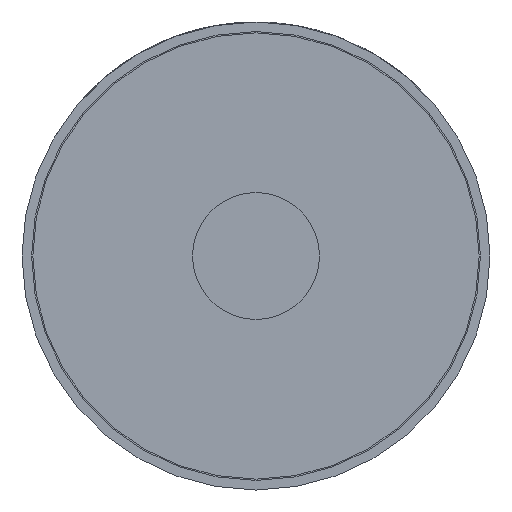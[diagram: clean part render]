
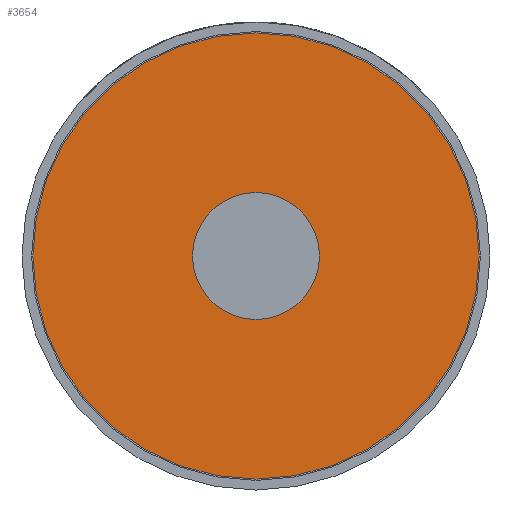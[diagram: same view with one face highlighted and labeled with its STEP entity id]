
A CAD part, front view. The second image highlights one B-rep face of the part: STEP entity #3654.
In plain terms, the highlighted planar face has unit normal (0, -1, 0).
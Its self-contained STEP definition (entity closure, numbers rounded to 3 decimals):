
#89 = CARTESIAN_POINT ( 'NONE',  ( 0.037, 0.053, 0. ) ) ;
#487 = CARTESIAN_POINT ( 'NONE',  ( 0.037, 0.053, 0. ) ) ;
#526 = VERTEX_POINT ( 'NONE', #3066 ) ;
#696 = EDGE_CURVE ( 'NONE', #3290, #1302, #4386, .T. ) ;
#709 = ORIENTED_EDGE ( 'NONE', *, *, #1824, .T. ) ;
#1047 = ORIENTED_EDGE ( 'NONE', *, *, #696, .T. ) ;
#1090 = AXIS2_PLACEMENT_3D ( 'NONE', #1230, #3725, #1136 ) ;
#1136 = DIRECTION ( 'NONE',  ( 0., 0., -1. ) ) ;
#1200 = DIRECTION ( 'NONE',  ( 0., 1., 0. ) ) ;
#1230 = CARTESIAN_POINT ( 'NONE',  ( 0.037, 0.053, 0. ) ) ;
#1238 = AXIS2_PLACEMENT_3D ( 'NONE', #487, #1968, #4158 ) ;
#1291 = VERTEX_POINT ( 'NONE', #2532 ) ;
#1302 = VERTEX_POINT ( 'NONE', #3614 ) ;
#1427 = CARTESIAN_POINT ( 'NONE',  ( 0.037, 0.053, 0. ) ) ;
#1446 = EDGE_LOOP ( 'NONE', ( #3826, #709 ) ) ;
#1524 = FACE_OUTER_BOUND ( 'NONE', #3624, .T. ) ;
#1824 = EDGE_CURVE ( 'NONE', #526, #1291, #1868, .T. ) ;
#1866 = CARTESIAN_POINT ( 'NONE',  ( 0.037, 0.053, -1.74 ) ) ;
#1868 = CIRCLE ( 'NONE', #4623, 0.495 ) ;
#1869 = AXIS2_PLACEMENT_3D ( 'NONE', #1427, #3976, #2184 ) ;
#1923 = PLANE ( 'NONE',  #1238 ) ;
#1968 = DIRECTION ( 'NONE',  ( 0., -1., 0. ) ) ;
#2184 = DIRECTION ( 'NONE',  ( 0., 0., -1. ) ) ;
#2200 = DIRECTION ( 'NONE',  ( 0., -1., 0. ) ) ;
#2318 = AXIS2_PLACEMENT_3D ( 'NONE', #4314, #2200, #2900 ) ;
#2357 = FACE_BOUND ( 'NONE', #1446, .T. ) ;
#2532 = CARTESIAN_POINT ( 'NONE',  ( 0.037, 0.053, 0.495 ) ) ;
#2714 = CIRCLE ( 'NONE', #1869, 0.495 ) ;
#2900 = DIRECTION ( 'NONE',  ( 0., 0., -1. ) ) ;
#3066 = CARTESIAN_POINT ( 'NONE',  ( 0.037, 0.053, -0.495 ) ) ;
#3173 = CIRCLE ( 'NONE', #1090, 1.74 ) ;
#3290 = VERTEX_POINT ( 'NONE', #1866 ) ;
#3614 = CARTESIAN_POINT ( 'NONE',  ( 0.037, 0.053, 1.74 ) ) ;
#3624 = EDGE_LOOP ( 'NONE', ( #1047, #4277 ) ) ;
#3654 = ADVANCED_FACE ( 'Defeature ausgef�hrt1_4', ( #2357, #1524 ), #1923, .T. ) ;
#3725 = DIRECTION ( 'NONE',  ( 0., -1., 0. ) ) ;
#3826 = ORIENTED_EDGE ( 'NONE', *, *, #4231, .T. ) ;
#3976 = DIRECTION ( 'NONE',  ( 0., 1., 0. ) ) ;
#4067 = EDGE_CURVE ( 'NONE', #1302, #3290, #3173, .T. ) ;
#4144 = DIRECTION ( 'NONE',  ( 0., 0., -1. ) ) ;
#4158 = DIRECTION ( 'NONE',  ( 0., 0., -1. ) ) ;
#4231 = EDGE_CURVE ( 'NONE', #1291, #526, #2714, .T. ) ;
#4277 = ORIENTED_EDGE ( 'NONE', *, *, #4067, .T. ) ;
#4314 = CARTESIAN_POINT ( 'NONE',  ( 0.037, 0.053, 0. ) ) ;
#4386 = CIRCLE ( 'NONE', #2318, 1.74 ) ;
#4623 = AXIS2_PLACEMENT_3D ( 'NONE', #89, #1200, #4144 ) ;
